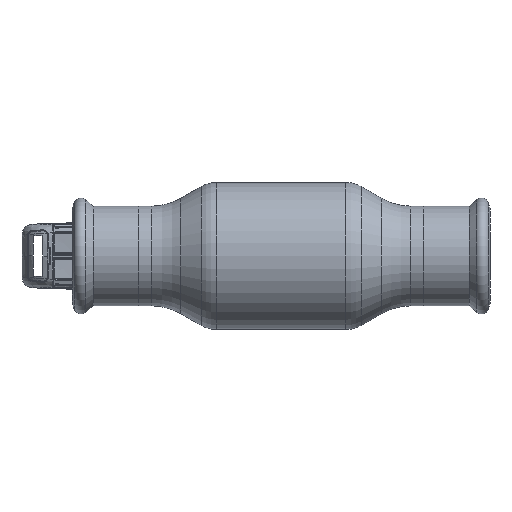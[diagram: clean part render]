
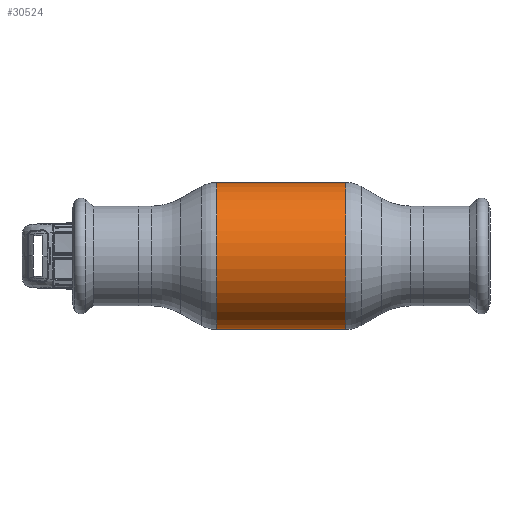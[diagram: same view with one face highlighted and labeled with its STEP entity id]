
A CAD part, front view. The second image highlights one B-rep face of the part: STEP entity #30524.
In plain terms, the highlighted cylindrical face has radius 28.25 mm (diameter 56.5 mm), a partial arc.
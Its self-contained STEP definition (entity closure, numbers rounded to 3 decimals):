
#1135 = DIRECTION ( 'NONE',  ( 0., 0., 1. ) ) ;
#3971 = AXIS2_PLACEMENT_3D ( 'NONE', #52750, #42892, #5301 ) ;
#5301 = DIRECTION ( 'NONE',  ( 0., 0., 1. ) ) ;
#6863 = EDGE_CURVE ( 'NONE', #14587, #14559, #54148, .T. ) ;
#10273 = VECTOR ( 'NONE', #38688, 1000. ) ;
#10760 = EDGE_CURVE ( 'NONE', #14587, #21566, #29599, .T. ) ;
#12168 = DIRECTION ( 'NONE',  ( -1., 0., 0. ) ) ;
#13134 = AXIS2_PLACEMENT_3D ( 'NONE', #38358, #48384, #1135 ) ;
#14559 = VERTEX_POINT ( 'NONE', #53539 ) ;
#14587 = VERTEX_POINT ( 'NONE', #38534 ) ;
#21566 = VERTEX_POINT ( 'NONE', #57401 ) ;
#22728 = FACE_OUTER_BOUND ( 'NONE', #25741, .T. ) ;
#23099 = DIRECTION ( 'NONE',  ( 0., 0., 1. ) ) ;
#24817 = EDGE_CURVE ( 'NONE', #21566, #43971, #35954, .T. ) ;
#25713 = CARTESIAN_POINT ( 'NONE',  ( -62.69, 0., -28.25 ) ) ;
#25741 = EDGE_LOOP ( 'NONE', ( #31225, #26536, #45138, #60443 ) ) ;
#26536 = ORIENTED_EDGE ( 'NONE', *, *, #10760, .T. ) ;
#27246 = CARTESIAN_POINT ( 'NONE',  ( -62.69, 0., 0. ) ) ;
#29599 = CIRCLE ( 'NONE', #3971, 28.25 ) ;
#30450 = CIRCLE ( 'NONE', #13134, 28.25 ) ;
#30524 = ADVANCED_FACE ( 'NONE', ( #22728 ), #35980, .T. ) ;
#30644 = AXIS2_PLACEMENT_3D ( 'NONE', #27246, #46091, #23099 ) ;
#31225 = ORIENTED_EDGE ( 'NONE', *, *, #6863, .F. ) ;
#35954 = LINE ( 'NONE', #43221, #10273 ) ;
#35980 = CYLINDRICAL_SURFACE ( 'NONE', #30644, 28.25 ) ;
#38358 = CARTESIAN_POINT ( 'NONE',  ( -24.785, 0., 0. ) ) ;
#38534 = CARTESIAN_POINT ( 'NONE',  ( 24.785, 0., -28.25 ) ) ;
#38688 = DIRECTION ( 'NONE',  ( -1., 0., 0. ) ) ;
#42892 = DIRECTION ( 'NONE',  ( -1., 0., 0. ) ) ;
#43221 = CARTESIAN_POINT ( 'NONE',  ( -62.69, 0., 28.25 ) ) ;
#43971 = VERTEX_POINT ( 'NONE', #51405 ) ;
#45138 = ORIENTED_EDGE ( 'NONE', *, *, #24817, .T. ) ;
#46091 = DIRECTION ( 'NONE',  ( -1., 0., 0. ) ) ;
#48384 = DIRECTION ( 'NONE',  ( -1., 0., 0. ) ) ;
#51405 = CARTESIAN_POINT ( 'NONE',  ( -24.785, 0., 28.25 ) ) ;
#52750 = CARTESIAN_POINT ( 'NONE',  ( 24.785, 0., 0. ) ) ;
#53539 = CARTESIAN_POINT ( 'NONE',  ( -24.785, 0., -28.25 ) ) ;
#54148 = LINE ( 'NONE', #25713, #56343 ) ;
#56343 = VECTOR ( 'NONE', #12168, 1000. ) ;
#57401 = CARTESIAN_POINT ( 'NONE',  ( 24.785, 0., 28.25 ) ) ;
#57417 = EDGE_CURVE ( 'NONE', #14559, #43971, #30450, .T. ) ;
#60443 = ORIENTED_EDGE ( 'NONE', *, *, #57417, .F. ) ;
